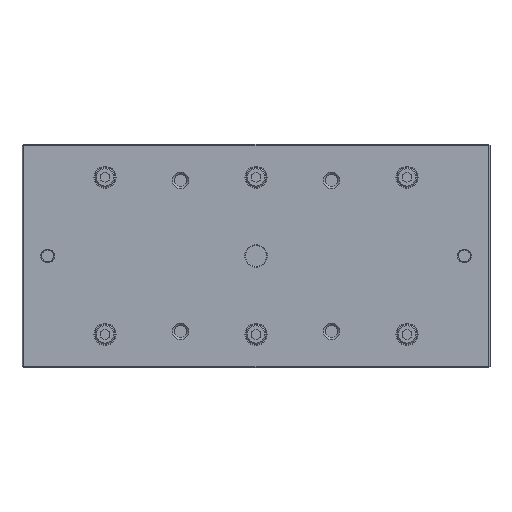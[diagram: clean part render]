
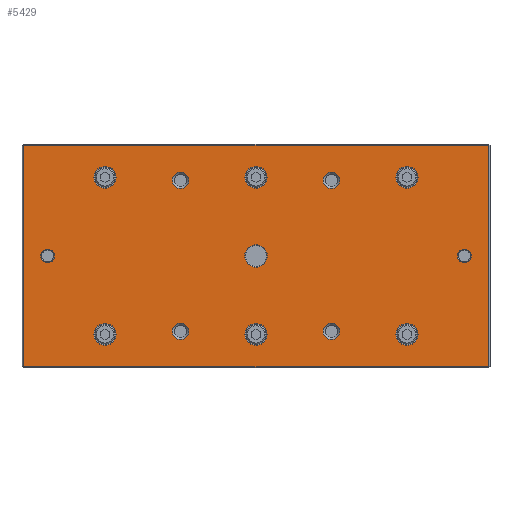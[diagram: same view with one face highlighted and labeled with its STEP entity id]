
A CAD part, top view. The second image highlights one B-rep face of the part: STEP entity #5429.
In plain terms, the highlighted planar face has unit normal (0, 0, 1).
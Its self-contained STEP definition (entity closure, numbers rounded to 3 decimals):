
#4848=FACE_BOUND('',#8007,.T.);
#4849=FACE_BOUND('',#8008,.T.);
#4850=FACE_BOUND('',#8009,.T.);
#4851=FACE_BOUND('',#8010,.T.);
#4852=FACE_BOUND('',#8011,.T.);
#4853=FACE_BOUND('',#8012,.T.);
#4854=FACE_BOUND('',#8013,.T.);
#4855=FACE_BOUND('',#8014,.T.);
#4856=FACE_BOUND('',#8015,.T.);
#4857=FACE_BOUND('',#8016,.T.);
#4858=FACE_BOUND('',#8017,.T.);
#4859=FACE_BOUND('',#8018,.T.);
#4860=FACE_BOUND('',#8019,.T.);
#4861=FACE_BOUND('',#8020,.T.);
#5151=CIRCLE('',#21174,7.5);
#5152=CIRCLE('',#21175,4.5);
#5153=CIRCLE('',#21176,4.5);
#5154=CIRCLE('',#21177,5.5);
#5155=CIRCLE('',#21178,5.5);
#5156=CIRCLE('',#21179,5.5);
#5157=CIRCLE('',#21180,5.5);
#5158=CIRCLE('',#21181,7.325);
#5159=CIRCLE('',#21182,7.325);
#5160=CIRCLE('',#21183,7.325);
#5161=CIRCLE('',#21184,7.325);
#5162=CIRCLE('',#21185,7.325);
#5163=CIRCLE('',#21186,7.325);
#5429=ADVANCED_FACE('',(#4848,#4849,#4850,#4851,#4852,#4853,#4854,#4855,
#4856,#4857,#4858,#4859,#4860,#4861),#6354,.F.);
#6354=PLANE('',#21187);
#8007=EDGE_LOOP('',(#10109));
#8008=EDGE_LOOP('',(#10110));
#8009=EDGE_LOOP('',(#10111));
#8010=EDGE_LOOP('',(#10112));
#8011=EDGE_LOOP('',(#10113));
#8012=EDGE_LOOP('',(#10114));
#8013=EDGE_LOOP('',(#10115));
#8014=EDGE_LOOP('',(#10116));
#8015=EDGE_LOOP('',(#10117));
#8016=EDGE_LOOP('',(#10118));
#8017=EDGE_LOOP('',(#10119));
#8018=EDGE_LOOP('',(#10120));
#8019=EDGE_LOOP('',(#10121));
#8020=EDGE_LOOP('',(#10122,#10123,#10124,#10125));
#10109=ORIENTED_EDGE('',*,*,#15906,.T.);
#10110=ORIENTED_EDGE('',*,*,#15907,.F.);
#10111=ORIENTED_EDGE('',*,*,#15908,.T.);
#10112=ORIENTED_EDGE('',*,*,#15909,.T.);
#10113=ORIENTED_EDGE('',*,*,#15910,.T.);
#10114=ORIENTED_EDGE('',*,*,#15911,.T.);
#10115=ORIENTED_EDGE('',*,*,#15912,.T.);
#10116=ORIENTED_EDGE('',*,*,#15913,.T.);
#10117=ORIENTED_EDGE('',*,*,#15914,.T.);
#10118=ORIENTED_EDGE('',*,*,#15915,.T.);
#10119=ORIENTED_EDGE('',*,*,#15916,.T.);
#10120=ORIENTED_EDGE('',*,*,#15917,.T.);
#10121=ORIENTED_EDGE('',*,*,#15918,.T.);
#10122=ORIENTED_EDGE('',*,*,#15919,.T.);
#10123=ORIENTED_EDGE('',*,*,#15920,.T.);
#10124=ORIENTED_EDGE('',*,*,#15921,.T.);
#10125=ORIENTED_EDGE('',*,*,#15922,.T.);
#14223=VERTEX_POINT('',#27775);
#14224=VERTEX_POINT('',#27777);
#14225=VERTEX_POINT('',#27779);
#14226=VERTEX_POINT('',#27781);
#14227=VERTEX_POINT('',#27783);
#14228=VERTEX_POINT('',#27785);
#14229=VERTEX_POINT('',#27787);
#14230=VERTEX_POINT('',#27789);
#14231=VERTEX_POINT('',#27791);
#14232=VERTEX_POINT('',#27793);
#14233=VERTEX_POINT('',#27795);
#14234=VERTEX_POINT('',#27797);
#14235=VERTEX_POINT('',#27799);
#14236=VERTEX_POINT('',#27801);
#14237=VERTEX_POINT('',#27802);
#14238=VERTEX_POINT('',#27804);
#14239=VERTEX_POINT('',#27806);
#15906=EDGE_CURVE('',#14223,#14223,#5151,.T.);
#15907=EDGE_CURVE('',#14224,#14224,#5152,.T.);
#15908=EDGE_CURVE('',#14225,#14225,#5153,.T.);
#15909=EDGE_CURVE('',#14226,#14226,#5154,.T.);
#15910=EDGE_CURVE('',#14227,#14227,#5155,.T.);
#15911=EDGE_CURVE('',#14228,#14228,#5156,.T.);
#15912=EDGE_CURVE('',#14229,#14229,#5157,.T.);
#15913=EDGE_CURVE('',#14230,#14230,#5158,.T.);
#15914=EDGE_CURVE('',#14231,#14231,#5159,.T.);
#15915=EDGE_CURVE('',#14232,#14232,#5160,.T.);
#15916=EDGE_CURVE('',#14233,#14233,#5161,.T.);
#15917=EDGE_CURVE('',#14234,#14234,#5162,.T.);
#15918=EDGE_CURVE('',#14235,#14235,#5163,.T.);
#15919=EDGE_CURVE('',#14236,#14237,#17978,.T.);
#15920=EDGE_CURVE('',#14237,#14238,#17979,.T.);
#15921=EDGE_CURVE('',#14238,#14239,#17980,.T.);
#15922=EDGE_CURVE('',#14239,#14236,#17981,.T.);
#17978=LINE('',#27800,#19748);
#17979=LINE('',#27803,#19749);
#17980=LINE('',#27805,#19750);
#17981=LINE('',#27807,#19751);
#19748=VECTOR('',#23027,1.);
#19749=VECTOR('',#23028,1.);
#19750=VECTOR('',#23029,1.);
#19751=VECTOR('',#23030,1.);
#21174=AXIS2_PLACEMENT_3D('',#27774,#23001,#23002);
#21175=AXIS2_PLACEMENT_3D('',#27776,#23003,#23004);
#21176=AXIS2_PLACEMENT_3D('',#27778,#23005,#23006);
#21177=AXIS2_PLACEMENT_3D('',#27780,#23007,#23008);
#21178=AXIS2_PLACEMENT_3D('',#27782,#23009,#23010);
#21179=AXIS2_PLACEMENT_3D('',#27784,#23011,#23012);
#21180=AXIS2_PLACEMENT_3D('',#27786,#23013,#23014);
#21181=AXIS2_PLACEMENT_3D('',#27788,#23015,#23016);
#21182=AXIS2_PLACEMENT_3D('',#27790,#23017,#23018);
#21183=AXIS2_PLACEMENT_3D('',#27792,#23019,#23020);
#21184=AXIS2_PLACEMENT_3D('',#27794,#23021,#23022);
#21185=AXIS2_PLACEMENT_3D('',#27796,#23023,#23024);
#21186=AXIS2_PLACEMENT_3D('',#27798,#23025,#23026);
#21187=AXIS2_PLACEMENT_3D('',#27808,#23031,#23032);
#23001=DIRECTION('',(0.,0.,-1.));
#23002=DIRECTION('',(-1.,0.,0.));
#23003=DIRECTION('',(0.,0.,1.));
#23004=DIRECTION('',(1.,0.,0.));
#23005=DIRECTION('',(0.,0.,-1.));
#23006=DIRECTION('',(-1.,0.,0.));
#23007=DIRECTION('',(0.,0.,-1.));
#23008=DIRECTION('',(-1.,0.,0.));
#23009=DIRECTION('',(0.,0.,-1.));
#23010=DIRECTION('',(-1.,0.,0.));
#23011=DIRECTION('',(0.,0.,-1.));
#23012=DIRECTION('',(-1.,0.,0.));
#23013=DIRECTION('',(0.,0.,-1.));
#23014=DIRECTION('',(-1.,0.,0.));
#23015=DIRECTION('',(0.,0.,-1.));
#23016=DIRECTION('',(-1.,0.,0.));
#23017=DIRECTION('',(0.,0.,-1.));
#23018=DIRECTION('',(-1.,0.,0.));
#23019=DIRECTION('',(0.,0.,-1.));
#23020=DIRECTION('',(-1.,0.,0.));
#23021=DIRECTION('',(0.,0.,-1.));
#23022=DIRECTION('',(-1.,0.,0.));
#23023=DIRECTION('',(0.,0.,-1.));
#23024=DIRECTION('',(-1.,0.,0.));
#23025=DIRECTION('',(0.,0.,-1.));
#23026=DIRECTION('',(-1.,0.,0.));
#23027=DIRECTION('',(1.,0.,0.));
#23028=DIRECTION('',(0.,1.,0.));
#23029=DIRECTION('',(-1.,0.,0.));
#23030=DIRECTION('',(0.,-1.,0.));
#23031=DIRECTION('',(0.,0.,-1.));
#23032=DIRECTION('',(1.,0.,0.));
#27774=CARTESIAN_POINT('',(235.,74.,60.));
#27775=CARTESIAN_POINT('',(227.5,74.,60.));
#27776=CARTESIAN_POINT('',(373.,74.,60.));
#27777=CARTESIAN_POINT('',(377.5,74.,60.));
#27778=CARTESIAN_POINT('',(97.,74.,60.));
#27779=CARTESIAN_POINT('',(92.5,74.,60.));
#27780=CARTESIAN_POINT('',(285.,24.,60.));
#27781=CARTESIAN_POINT('',(279.5,24.,60.));
#27782=CARTESIAN_POINT('',(285.,124.,60.));
#27783=CARTESIAN_POINT('',(279.5,124.,60.));
#27784=CARTESIAN_POINT('',(185.,24.,60.));
#27785=CARTESIAN_POINT('',(179.5,24.,60.));
#27786=CARTESIAN_POINT('',(185.,124.,60.));
#27787=CARTESIAN_POINT('',(179.5,124.,60.));
#27788=CARTESIAN_POINT('',(335.,22.,60.));
#27789=CARTESIAN_POINT('',(327.675,22.,60.));
#27790=CARTESIAN_POINT('',(335.,126.,60.));
#27791=CARTESIAN_POINT('',(327.675,126.,60.));
#27792=CARTESIAN_POINT('',(235.,22.,60.));
#27793=CARTESIAN_POINT('',(227.675,22.,60.));
#27794=CARTESIAN_POINT('',(235.,126.,60.));
#27795=CARTESIAN_POINT('',(227.675,126.,60.));
#27796=CARTESIAN_POINT('',(135.,22.,60.));
#27797=CARTESIAN_POINT('',(127.675,22.,60.));
#27798=CARTESIAN_POINT('',(135.,126.,60.));
#27799=CARTESIAN_POINT('',(127.675,126.,60.));
#27800=CARTESIAN_POINT('',(390.,0.7,60.));
#27801=CARTESIAN_POINT('',(81.,0.7,60.));
#27802=CARTESIAN_POINT('',(389.,0.7,60.));
#27803=CARTESIAN_POINT('',(389.,148.,60.));
#27804=CARTESIAN_POINT('',(389.,147.3,60.));
#27805=CARTESIAN_POINT('',(390.,147.3,60.));
#27806=CARTESIAN_POINT('',(81.,147.3,60.));
#27807=CARTESIAN_POINT('',(81.,0.7,60.));
#27808=CARTESIAN_POINT('',(390.,148.,60.));
